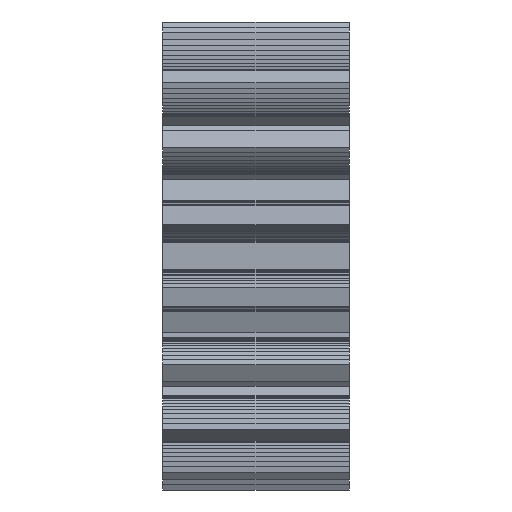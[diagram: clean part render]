
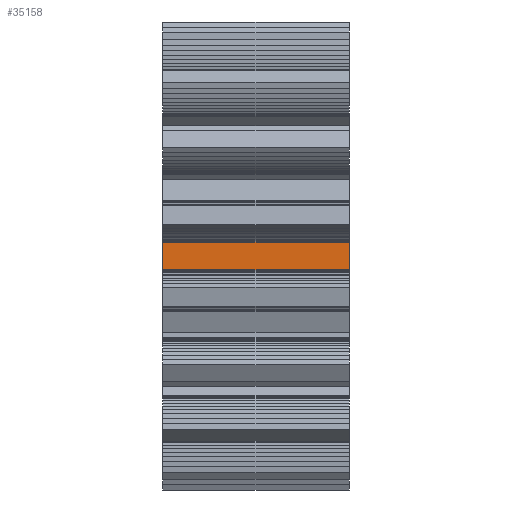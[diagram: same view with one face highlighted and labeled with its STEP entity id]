
A CAD part, front view. The second image highlights one B-rep face of the part: STEP entity #35158.
In plain terms, the highlighted planar face has unit normal (0, -1, 0).
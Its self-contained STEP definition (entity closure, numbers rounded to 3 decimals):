
#72 = PLANE('',#73);
#73 = AXIS2_PLACEMENT_3D('',#74,#75,#76);
#74 = CARTESIAN_POINT('',(11.,26.476,9.713));
#75 = DIRECTION('',(-1.,0.,0.));
#76 = DIRECTION('',(0.,0.,1.));
#126 = PLANE('',#127);
#127 = AXIS2_PLACEMENT_3D('',#128,#129,#130);
#128 = CARTESIAN_POINT('',(6.,26.476,9.713));
#129 = DIRECTION('',(-1.,0.,0.));
#130 = DIRECTION('',(0.,0.,1.));
#3875 = VERTEX_POINT('',#3876);
#3876 = CARTESIAN_POINT('',(6.,20.99,15.137));
#3890 = PLANE('',#3891);
#3891 = AXIS2_PLACEMENT_3D('',#3892,#3893,#3894);
#3892 = CARTESIAN_POINT('',(6.,20.99,15.137));
#3893 = DIRECTION('',(0.,0.072,
    -0.997));
#3894 = DIRECTION('',(0.,-0.997,
    -0.072));
#3902 = EDGE_CURVE('',#3903,#3875,#3905,.T.);
#3903 = VERTEX_POINT('',#3904);
#3904 = CARTESIAN_POINT('',(6.,20.99,15.863));
#3905 = SURFACE_CURVE('',#3906,(#3910,#3917),.PCURVE_S1.);
#3906 = LINE('',#3907,#3908);
#3907 = CARTESIAN_POINT('',(6.,20.99,15.938));
#3908 = VECTOR('',#3909,1.);
#3909 = DIRECTION('',(0.,0.,-1.));
#3910 = PCURVE('',#126,#3911);
#3911 = DEFINITIONAL_REPRESENTATION('',(#3912),#3916);
#3912 = LINE('',#3913,#3914);
#3913 = CARTESIAN_POINT('',(6.225,-5.487));
#3914 = VECTOR('',#3915,1.);
#3915 = DIRECTION('',(-1.,0.));
#3916 = ( GEOMETRIC_REPRESENTATION_CONTEXT(2) 
PARAMETRIC_REPRESENTATION_CONTEXT() REPRESENTATION_CONTEXT('2D SPACE',''
  ) );
#3917 = PCURVE('',#3918,#3923);
#3918 = PLANE('',#3919);
#3919 = AXIS2_PLACEMENT_3D('',#3920,#3921,#3922);
#3920 = CARTESIAN_POINT('',(6.,20.99,15.863));
#3921 = DIRECTION('',(0.,1.,0.));
#3922 = DIRECTION('',(0.,0.,-1.));
#3923 = DEFINITIONAL_REPRESENTATION('',(#3924),#3928);
#3924 = LINE('',#3925,#3926);
#3925 = CARTESIAN_POINT('',(-0.075,0.));
#3926 = VECTOR('',#3927,1.);
#3927 = DIRECTION('',(1.,0.));
#3928 = ( GEOMETRIC_REPRESENTATION_CONTEXT(2) 
PARAMETRIC_REPRESENTATION_CONTEXT() REPRESENTATION_CONTEXT('2D SPACE',''
  ) );
#3946 = PLANE('',#3947);
#3947 = AXIS2_PLACEMENT_3D('',#3948,#3949,#3950);
#3948 = CARTESIAN_POINT('',(6.,20.63,15.889));
#3949 = DIRECTION('',(0.,0.072,
    0.997));
#3950 = DIRECTION('',(0.,0.997,
    -0.072));
#18564 = VERTEX_POINT('',#18565);
#18565 = CARTESIAN_POINT('',(11.,20.99,15.137));
#18586 = EDGE_CURVE('',#18587,#18564,#18589,.T.);
#18587 = VERTEX_POINT('',#18588);
#18588 = CARTESIAN_POINT('',(11.,20.99,15.863));
#18589 = SURFACE_CURVE('',#18590,(#18594,#18601),.PCURVE_S1.);
#18590 = LINE('',#18591,#18592);
#18591 = CARTESIAN_POINT('',(11.,20.99,15.938));
#18592 = VECTOR('',#18593,1.);
#18593 = DIRECTION('',(0.,0.,-1.));
#18594 = PCURVE('',#72,#18595);
#18595 = DEFINITIONAL_REPRESENTATION('',(#18596),#18600);
#18596 = LINE('',#18597,#18598);
#18597 = CARTESIAN_POINT('',(6.225,-5.487));
#18598 = VECTOR('',#18599,1.);
#18599 = DIRECTION('',(-1.,0.));
#18600 = ( GEOMETRIC_REPRESENTATION_CONTEXT(2) 
PARAMETRIC_REPRESENTATION_CONTEXT() REPRESENTATION_CONTEXT('2D SPACE',''
  ) );
#18601 = PCURVE('',#3918,#18602);
#18602 = DEFINITIONAL_REPRESENTATION('',(#18603),#18607);
#18603 = LINE('',#18604,#18605);
#18604 = CARTESIAN_POINT('',(-0.075,-5.));
#18605 = VECTOR('',#18606,1.);
#18606 = DIRECTION('',(1.,0.));
#18607 = ( GEOMETRIC_REPRESENTATION_CONTEXT(2) 
PARAMETRIC_REPRESENTATION_CONTEXT() REPRESENTATION_CONTEXT('2D SPACE',''
  ) );
#35108 = EDGE_CURVE('',#3875,#18564,#35109,.T.);
#35109 = SURFACE_CURVE('',#35110,(#35114,#35121),.PCURVE_S1.);
#35110 = LINE('',#35111,#35112);
#35111 = CARTESIAN_POINT('',(6.,20.99,15.137));
#35112 = VECTOR('',#35113,1.);
#35113 = DIRECTION('',(1.,0.,0.));
#35114 = PCURVE('',#3890,#35115);
#35115 = DEFINITIONAL_REPRESENTATION('',(#35116),#35120);
#35116 = LINE('',#35117,#35118);
#35117 = CARTESIAN_POINT('',(0.,0.));
#35118 = VECTOR('',#35119,1.);
#35119 = DIRECTION('',(0.,-1.));
#35120 = ( GEOMETRIC_REPRESENTATION_CONTEXT(2) 
PARAMETRIC_REPRESENTATION_CONTEXT() REPRESENTATION_CONTEXT('2D SPACE',''
  ) );
#35121 = PCURVE('',#3918,#35122);
#35122 = DEFINITIONAL_REPRESENTATION('',(#35123),#35127);
#35123 = LINE('',#35124,#35125);
#35124 = CARTESIAN_POINT('',(0.726,0.));
#35125 = VECTOR('',#35126,1.);
#35126 = DIRECTION('',(0.,-1.));
#35127 = ( GEOMETRIC_REPRESENTATION_CONTEXT(2) 
PARAMETRIC_REPRESENTATION_CONTEXT() REPRESENTATION_CONTEXT('2D SPACE',''
  ) );
#35158 = ADVANCED_FACE('',(#35159),#3918,.F.);
#35159 = FACE_BOUND('',#35160,.F.);
#35160 = EDGE_LOOP('',(#35161,#35182,#35183,#35184));
#35161 = ORIENTED_EDGE('',*,*,#35162,.T.);
#35162 = EDGE_CURVE('',#3903,#18587,#35163,.T.);
#35163 = SURFACE_CURVE('',#35164,(#35168,#35175),.PCURVE_S1.);
#35164 = LINE('',#35165,#35166);
#35165 = CARTESIAN_POINT('',(6.,20.99,15.863));
#35166 = VECTOR('',#35167,1.);
#35167 = DIRECTION('',(1.,0.,0.));
#35168 = PCURVE('',#3918,#35169);
#35169 = DEFINITIONAL_REPRESENTATION('',(#35170),#35174);
#35170 = LINE('',#35171,#35172);
#35171 = CARTESIAN_POINT('',(0.,0.));
#35172 = VECTOR('',#35173,1.);
#35173 = DIRECTION('',(0.,-1.));
#35174 = ( GEOMETRIC_REPRESENTATION_CONTEXT(2) 
PARAMETRIC_REPRESENTATION_CONTEXT() REPRESENTATION_CONTEXT('2D SPACE',''
  ) );
#35175 = PCURVE('',#3946,#35176);
#35176 = DEFINITIONAL_REPRESENTATION('',(#35177),#35181);
#35177 = LINE('',#35178,#35179);
#35178 = CARTESIAN_POINT('',(0.361,0.));
#35179 = VECTOR('',#35180,1.);
#35180 = DIRECTION('',(0.,-1.));
#35181 = ( GEOMETRIC_REPRESENTATION_CONTEXT(2) 
PARAMETRIC_REPRESENTATION_CONTEXT() REPRESENTATION_CONTEXT('2D SPACE',''
  ) );
#35182 = ORIENTED_EDGE('',*,*,#18586,.T.);
#35183 = ORIENTED_EDGE('',*,*,#35108,.F.);
#35184 = ORIENTED_EDGE('',*,*,#3902,.F.);
